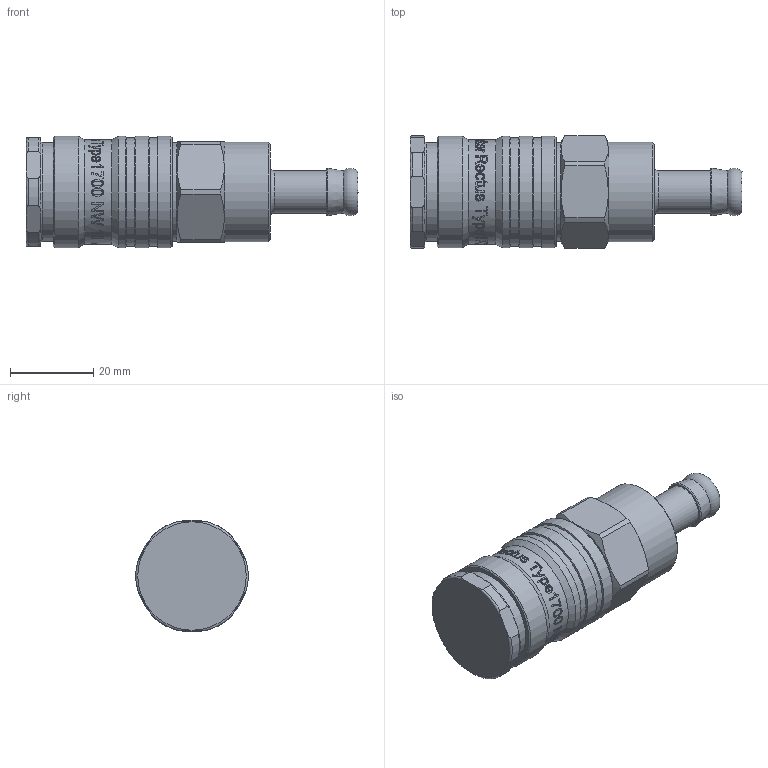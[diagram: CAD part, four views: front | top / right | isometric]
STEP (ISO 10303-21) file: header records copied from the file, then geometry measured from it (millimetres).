
FILE_DESCRIPTION((''),'2;1');
FILE_NAME('1700kbtf10bvn.stp','2014-04-10T09:33:29',('IA176480'),(''),'Autodesk Inventor 2013','Autodesk Inventor 2013','');
FILE_SCHEMA(('AUTOMOTIVE_DESIGN { 1 0 10303 214 1 1 1 1 }'));
Length unit declared in the file: millimetre
Products named in the file (1): D103703
Bounding box: 79.64 x 27.05 x 26.8 mm (x, y, z)
Volume: 29914.5 mm3; surface area: 12229.8 mm2
Topology: 2 solids, 3 shells, 664 faces, 1733 edges, 1139 vertices
Faces by surface type: bspline 328, plane 196, cylinder 93, cone 27, torus 20
Full cylindrical faces by diameter (mm): 10.1 x1, 19.989 x1, 20.153 x2, 20.974 x1, 21 x1, 21.2 x1, 21.3 x1, 21.4 x1, 22.5 x1, 23.7 x2, 23.8 x2, 24 x1, 25 x1, 26 x2, 26.8 x4
Entity records: 92203 total; most frequent: CARTESIAN_POINT 77974, ORIENTED_EDGE 3336, DIRECTION 1672, EDGE_CURVE 1668, VERTEX_POINT 1132, B_SPLINE_CURVE_WITH_KNOTS 853, EDGE_LOOP 790, FACE_OUTER_BOUND 664
